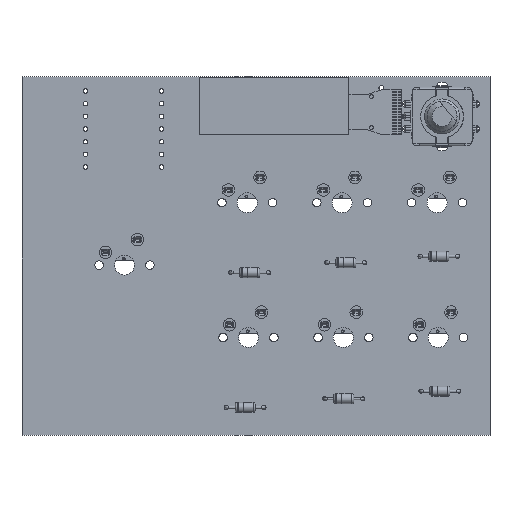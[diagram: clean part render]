
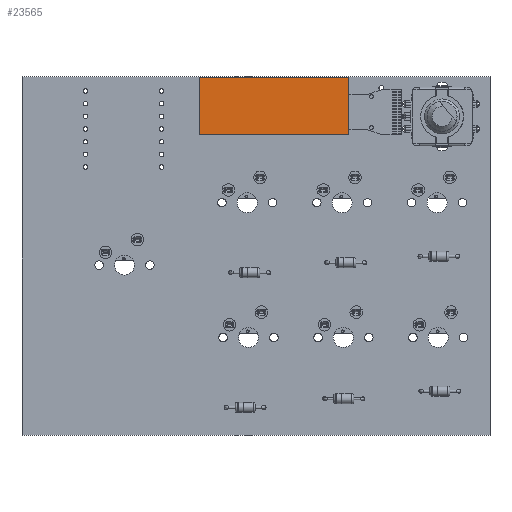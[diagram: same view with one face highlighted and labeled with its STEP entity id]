
A CAD part, top view. The second image highlights one B-rep face of the part: STEP entity #23565.
In plain terms, the highlighted face is planar.
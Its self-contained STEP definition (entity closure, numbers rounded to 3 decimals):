
#23456 = VERTEX_POINT('',#23457);
#23457 = CARTESIAN_POINT('',(30.,1.45,11.5));
#23463 = EDGE_CURVE('',#23464,#23456,#23466,.T.);
#23464 = VERTEX_POINT('',#23465);
#23465 = CARTESIAN_POINT('',(0.,1.45,11.5));
#23466 = LINE('',#23467,#23468);
#23467 = CARTESIAN_POINT('',(30.,1.45,11.5));
#23468 = VECTOR('',#23469,1.);
#23469 = DIRECTION('',(1.,0.,0.));
#23494 = EDGE_CURVE('',#23495,#23464,#23497,.T.);
#23495 = VERTEX_POINT('',#23496);
#23496 = CARTESIAN_POINT('',(0.,1.45,0.));
#23497 = LINE('',#23498,#23499);
#23498 = CARTESIAN_POINT('',(0.,1.45,11.5));
#23499 = VECTOR('',#23500,1.);
#23500 = DIRECTION('',(0.,0.,1.));
#23525 = EDGE_CURVE('',#23526,#23495,#23528,.T.);
#23526 = VERTEX_POINT('',#23527);
#23527 = CARTESIAN_POINT('',(30.,1.45,0.));
#23528 = LINE('',#23529,#23530);
#23529 = CARTESIAN_POINT('',(0.,1.45,0.));
#23530 = VECTOR('',#23531,1.);
#23531 = DIRECTION('',(-1.,0.,0.));
#23554 = EDGE_CURVE('',#23456,#23526,#23555,.T.);
#23555 = LINE('',#23556,#23557);
#23556 = CARTESIAN_POINT('',(30.,1.45,0.));
#23557 = VECTOR('',#23558,1.);
#23558 = DIRECTION('',(0.,0.,-1.));
#23565 = ADVANCED_FACE('',(#23566),#23572,.T.);
#23566 = FACE_BOUND('',#23567,.T.);
#23567 = EDGE_LOOP('',(#23568,#23569,#23570,#23571));
#23568 = ORIENTED_EDGE('',*,*,#23554,.T.);
#23569 = ORIENTED_EDGE('',*,*,#23525,.T.);
#23570 = ORIENTED_EDGE('',*,*,#23494,.T.);
#23571 = ORIENTED_EDGE('',*,*,#23463,.T.);
#23572 = PLANE('',#23573);
#23573 = AXIS2_PLACEMENT_3D('',#23574,#23575,#23576);
#23574 = CARTESIAN_POINT('',(15.,1.45,5.75));
#23575 = DIRECTION('',(0.,1.,0.));
#23576 = DIRECTION('',(0.,-0.,1.));
